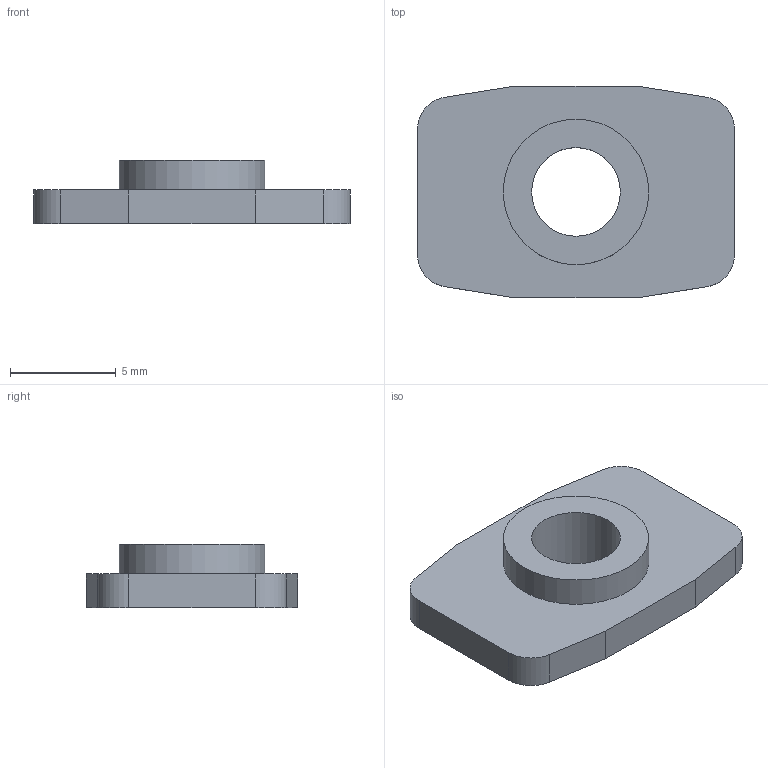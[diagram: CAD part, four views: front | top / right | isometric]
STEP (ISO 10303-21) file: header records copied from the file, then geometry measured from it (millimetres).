
FILE_DESCRIPTION(/* description */ (''),/* implementation_level */ '2;1');
FILE_NAME(/* name */ 'Tee Nut.step',/* time_stamp */ '2019-09-19T10:35:56-05:00',/* author */ (''),/* organization */ (''),/* preprocessor_version */ 'ST-DEVELOPER v18',/* originating_system */ 'Autodesk Translation Framework v8.6.0.1094',/* authorisation */ '');
FILE_SCHEMA (('AUTOMOTIVE_DESIGN { 1 0 10303 214 3 1 1 }'));
Length unit declared in the file: millimetre
Products named in the file (1): Tee Nut
Bounding box: 15 x 10 x 3 mm (x, y, z)
Volume: 238.3 mm3; surface area: 399.5 mm2
Topology: 1 solids, 1 shells, 17 faces, 44 edges, 30 vertices
Faces by surface type: plane 11, cylinder 6
Full cylindrical faces by diameter (mm): 4.2 x1, 6.9 x1
Entity records: 565 total; most frequent: DIRECTION 94, CARTESIAN_POINT 92, ORIENTED_EDGE 88, EDGE_CURVE 44, AXIS2_PLACEMENT_3D 32, LINE 30, VECTOR 30, VERTEX_POINT 30
